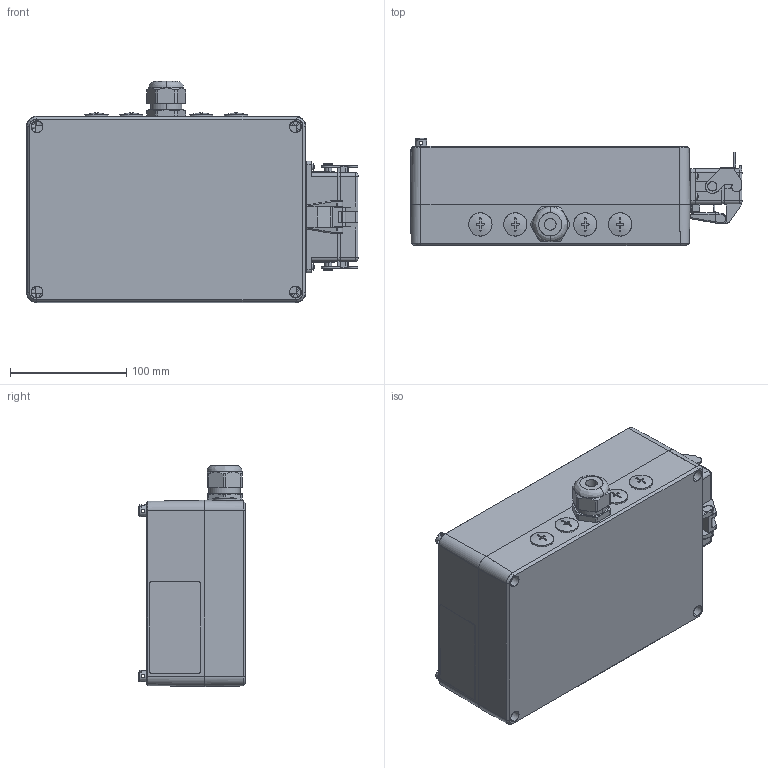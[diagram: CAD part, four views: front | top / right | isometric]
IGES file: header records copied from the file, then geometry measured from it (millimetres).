
Start section: SolidWorks IGES file using analytic representation for surfaces
Global section: file name: MFLOW-A1_MFLOW-GD1_350980.IGS; native system: SolidWorks 2014; preprocessor: SolidWorks 2014; author: LarsenR; date: 150227.090329; units: millimetre
Bounding box: 285.1 x 91.99 x 189.97 mm (x, y, z)
Surface area: 193022.1 mm2 (no closed solid volume)
Topology: 0 solids, 0 shells, 1095 faces, 14208 edges, 14204 vertices
Faces by surface type: bspline 832, revolution 263
